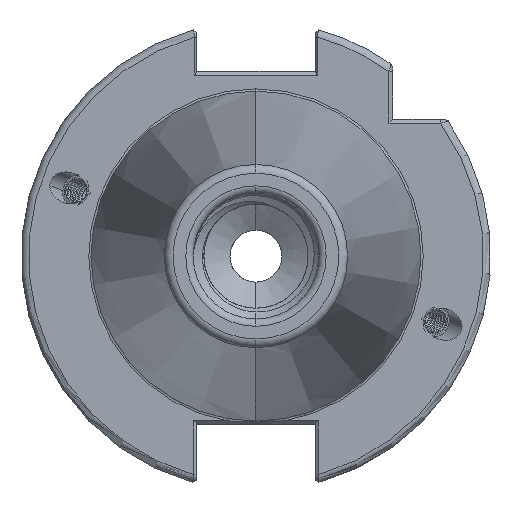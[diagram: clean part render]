
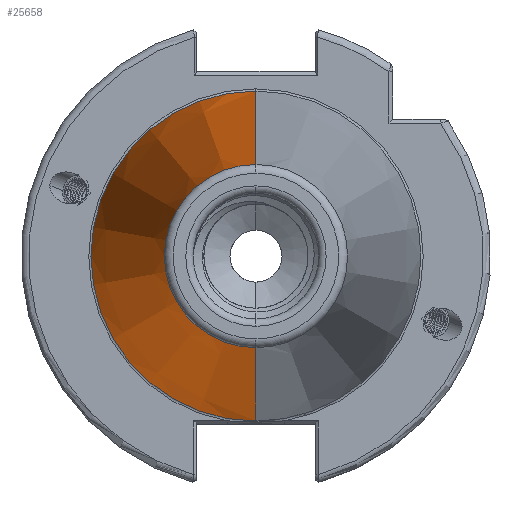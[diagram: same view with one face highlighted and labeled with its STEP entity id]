
A CAD part, left-side view. The second image highlights one B-rep face of the part: STEP entity #25658.
In plain terms, the highlighted conical face has half-angle 8.297 degrees and reference radius 22.692 mm.
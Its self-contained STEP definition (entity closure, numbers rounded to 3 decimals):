
#134 = AXIS2_PLACEMENT_3D ( 'NONE', #1612, #1626, #1619 ) ;
#1612 = CARTESIAN_POINT ( 'NONE',  ( 0., 0., 0. ) ) ;
#1619 = DIRECTION ( 'NONE',  ( 0., 0., -1. ) ) ;
#1626 = DIRECTION ( 'NONE',  ( 1., 0., 0. ) ) ;
#6712 = AXIS2_PLACEMENT_3D ( 'NONE', #30784, #30787, #30786 ) ;
#6738 = DIRECTION ( 'NONE',  ( 0.99, 0., 0.144 ) ) ;
#6770 = CARTESIAN_POINT ( 'NONE',  ( -70.573, 0., 12.4 ) ) ;
#6785 = CARTESIAN_POINT ( 'NONE',  ( -70.573, 0., -12.4 ) ) ;
#6869 = CARTESIAN_POINT ( 'NONE',  ( -2.5, 0., 22.327 ) ) ;
#6878 = CARTESIAN_POINT ( 'NONE',  ( -2.5, 0., -22.327 ) ) ;
#7587 = CARTESIAN_POINT ( 'NONE',  ( 0., 0., -22.692 ) ) ;
#7588 = CARTESIAN_POINT ( 'NONE',  ( 0., 0., 22.692 ) ) ;
#7609 = DIRECTION ( 'NONE',  ( 0.99, 0., -0.144 ) ) ;
#7999 = EDGE_CURVE ( 'NONE', #12219, #12192, #14887, .T. ) ;
#8044 = EDGE_CURVE ( 'NONE', #12219, #12287, #14445, .T. ) ;
#8048 = EDGE_CURVE ( 'NONE', #12192, #12303, #14467, .T. ) ;
#12031 = CARTESIAN_POINT ( 'NONE',  ( -70.573, 0., 0. ) ) ;
#12036 = DIRECTION ( 'NONE',  ( 0., 0., 1. ) ) ;
#12051 = DIRECTION ( 'NONE',  ( 1., 0., 0. ) ) ;
#12192 = VERTEX_POINT ( 'NONE', #6770 ) ;
#12219 = VERTEX_POINT ( 'NONE', #6785 ) ;
#12287 = VERTEX_POINT ( 'NONE', #6878 ) ;
#12303 = VERTEX_POINT ( 'NONE', #6869 ) ;
#13661 = AXIS2_PLACEMENT_3D ( 'NONE', #12031, #12051, #12036 ) ;
#14445 = LINE ( 'NONE', #7587, #14462 ) ;
#14457 = VECTOR ( 'NONE', #6738, 1000. ) ;
#14462 = VECTOR ( 'NONE', #7609, 1000. ) ;
#14467 = LINE ( 'NONE', #7588, #14457 ) ;
#14887 = CIRCLE ( 'NONE', #13661, 12.4 ) ;
#14968 = ORIENTED_EDGE ( 'NONE', *, *, #8044, .F. ) ;
#15079 = ORIENTED_EDGE ( 'NONE', *, *, #7999, .T. ) ;
#15085 = ORIENTED_EDGE ( 'NONE', *, *, #8048, .T. ) ;
#15707 = EDGE_LOOP ( 'NONE', ( #15079, #15085, #18415, #14968 ) ) ;
#17011 = FACE_OUTER_BOUND ( 'NONE', #15707, .T. ) ;
#17012 = CONICAL_SURFACE ( 'NONE', #134, 22.692, 0.145 ) ;
#18415 = ORIENTED_EDGE ( 'NONE', *, *, #23626, .F. ) ;
#21630 = CIRCLE ( 'NONE', #6712, 22.327 ) ;
#23626 = EDGE_CURVE ( 'NONE', #12287, #12303, #21630, .T. ) ;
#25658 = ADVANCED_FACE ( 'NONE', ( #17011 ), #17012, .T. ) ;
#30784 = CARTESIAN_POINT ( 'NONE',  ( -2.5, 0., 0. ) ) ;
#30786 = DIRECTION ( 'NONE',  ( 0., 0., -1. ) ) ;
#30787 = DIRECTION ( 'NONE',  ( 1., 0., 0. ) ) ;
